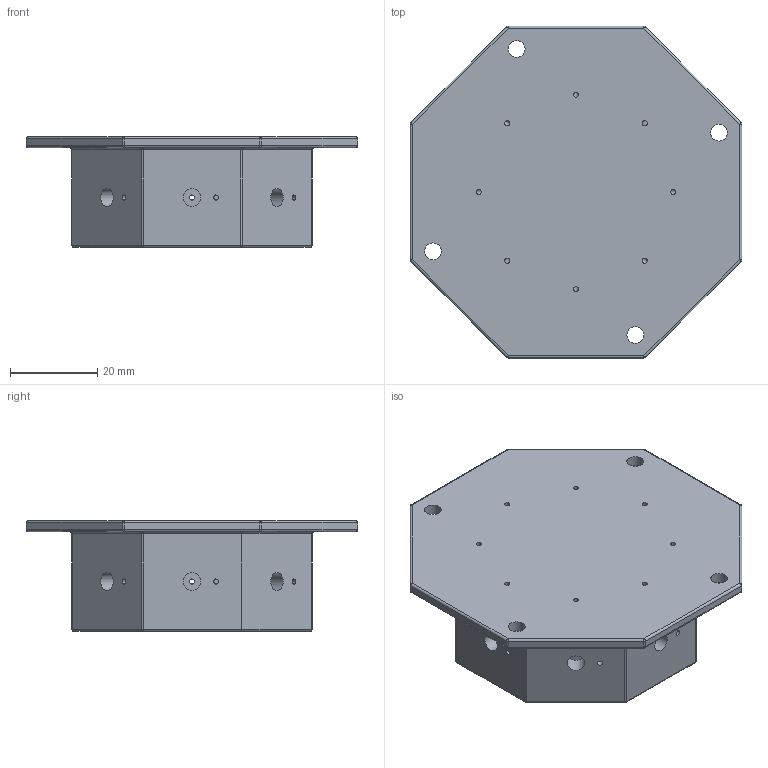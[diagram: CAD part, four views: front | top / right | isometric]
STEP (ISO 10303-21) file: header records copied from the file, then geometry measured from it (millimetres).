
FILE_DESCRIPTION(/* description */ (''),/* implementation_level */ '2;1');
FILE_NAME(/* name */ '2021-11-24 Clippard 8-MC heart v50.step',/* time_stamp */ '2022-09-07T14:27:10-04:00',/* author */ (''),/* organization */ (''),/* preprocessor_version */ 'ST-DEVELOPER v19',/* originating_system */ 'Autodesk Translation Framework v11.7.0.108',/* authorisation */ '');
FILE_SCHEMA (('AUTOMOTIVE_DESIGN { 1 0 10303 214 3 1 1 }'));
Length unit declared in the file: inch
Products named in the file (1): 2021-11-24 Clippard 8-MC heart
Bounding box: 76.2 x 76.2 x 25.4 mm (x, y, z)
Volume: 60341.2 mm3; surface area: 17995.2 mm2
Topology: 1 solids, 1 shells, 207 faces, 491 edges, 291 vertices
Faces by surface type: cylinder 116, plane 55, sphere 23, torus 10, bspline 2, cone 1
Full cylindrical faces by diameter (mm): 1.168 x33, 1.587 x1, 3.566 x2, 3.823 x4, 4.064 x8, 4.735 x4, 5.474 x8, 35.903 x1
Entity records: 7215 total; most frequent: CARTESIAN_POINT 2201, DIRECTION 1120, ORIENTED_EDGE 982, EDGE_CURVE 491, AXIS2_PLACEMENT_3D 470, VERTEX_POINT 291, EDGE_LOOP 268, CIRCLE 213
